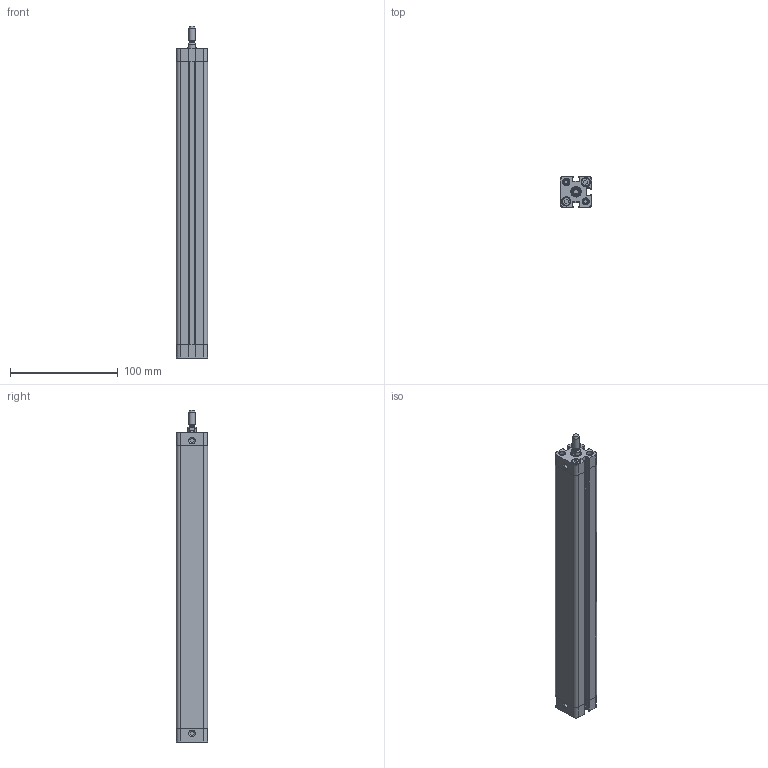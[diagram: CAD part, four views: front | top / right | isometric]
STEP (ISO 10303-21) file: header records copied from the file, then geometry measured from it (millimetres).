
FILE_DESCRIPTION((''),'2;1');
FILE_NAME('ADM012.250.GS.M.stp','2014-04-03T08:23:32',('carlo.corazza'),(''),'Autodesk Inventor 2012','Autodesk Inventor 2012','');
FILE_SCHEMA(('AUTOMOTIVE_DESIGN { 1 0 10303 214 1 1 1 1 }'));
Length unit declared in the file: millimetre
Products named in the file (5): ADM012..GS.M; CORPO-250; STELO-250; TA; TP
Assembly tree (4 placements, depth 2):
  ADM012..GS.M
    CORPO-250
    STELO-250
    TA
    TP
Bounding box: 29.05 x 29.05 x 308.4 mm (x, y, z)
Volume: 171171.5 mm3; surface area: 67940.3 mm2
Topology: 4 solids, 9 shells, 319 faces, 802 edges, 518 vertices
Faces by surface type: plane 145, cylinder 119, cone 41, torus 14
Full cylindrical faces by diameter (mm): 3.242 x5, 4.134 x2, 4.4 x1, 5.9 x4, 6 x7, 7.5 x4, 8 x5, 8.42 x1, 9.2 x1, 10 x1, 11.5 x1, 16 x1
Entity records: 9648 total; most frequent: CARTESIAN_POINT 1642, DIRECTION 1642, ORIENTED_EDGE 1408, EDGE_CURVE 704, AXIS2_PLACEMENT_3D 614, VERTEX_POINT 508, EDGE_LOOP 444, VECTOR 414
